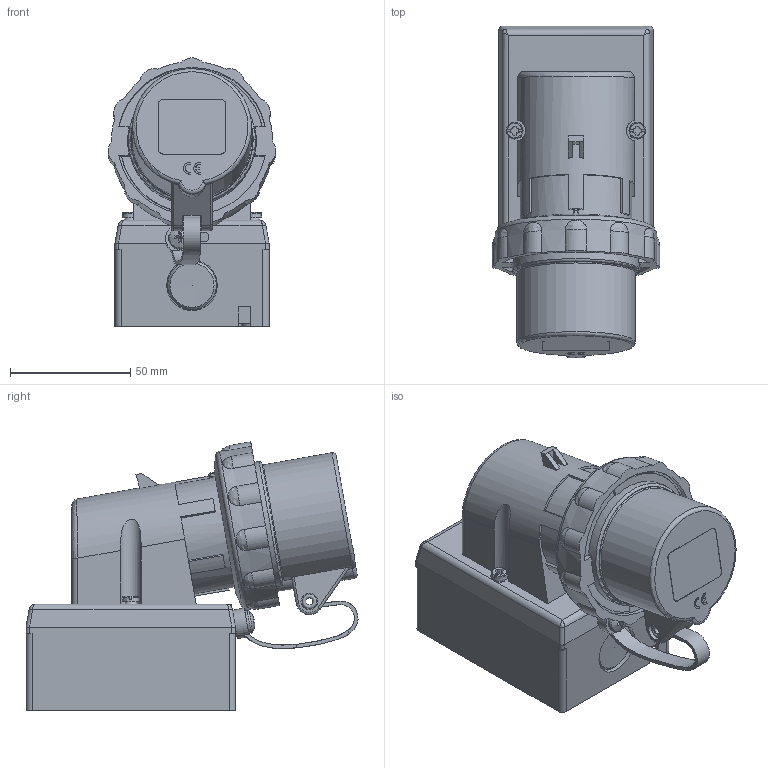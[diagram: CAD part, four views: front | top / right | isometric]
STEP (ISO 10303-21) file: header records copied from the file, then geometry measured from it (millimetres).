
FILE_DESCRIPTION(/* description */ (''),/* implementation_level */ '2;1');
FILE_NAME(/* name */ '2485.stp',/* time_stamp */ '2023-09-01T11:30:07+02:00',/* author */ ('massmann'),/* organization */ (''),/* preprocessor_version */ 'ST-DEVELOPER v17',/* originating_system */ 'Autodesk Inventor 2018',/* authorisation */ '');
FILE_SCHEMA (('AUTOMOTIVE_DESIGN { 1 0 10303 214 3 1 1 }'));
Length unit declared in the file: millimetre
Products named in the file (1): 2485
Bounding box: 69.61 x 137.97 x 111.52 mm (x, y, z)
Volume: 481258.9 mm3; surface area: 55960 mm2
Topology: 1 solids, 1 shells, 393 faces, 1126 edges, 746 vertices
Faces by surface type: plane 225, cylinder 103, bspline 36, torus 18, cone 9, sphere 2
Full cylindrical faces by diameter (mm): 3 x1, 4 x2, 4.1 x2, 4.3 x2, 5 x2, 6 x2, 7 x2, 9.5 x1, 12 x1, 18.376 x1, 21 x1, 46.5 x1, 67 x1
Entity records: 16719 total; most frequent: CARTESIAN_POINT 6090, ORIENTED_EDGE 2234, DIRECTION 2010, EDGE_CURVE 1117, VERTEX_POINT 746, AXIS2_PLACEMENT_3D 701, LINE 608, VECTOR 608
